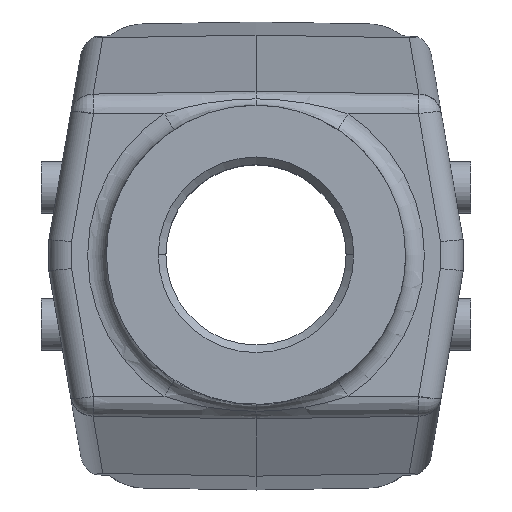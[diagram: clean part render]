
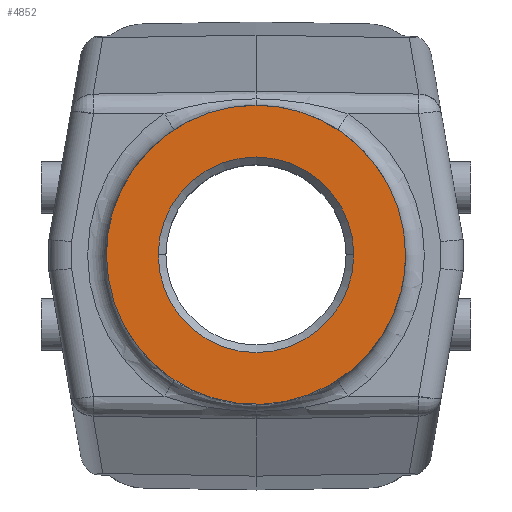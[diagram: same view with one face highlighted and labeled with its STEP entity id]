
A CAD part, top view. The second image highlights one B-rep face of the part: STEP entity #4852.
In plain terms, the highlighted planar face has unit normal (0, 0, 1).
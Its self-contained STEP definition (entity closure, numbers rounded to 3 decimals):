
#4731=AXIS2_PLACEMENT_3D('Circle Axis2P3D',#4729,#4730,$) ;
#4757=AXIS2_PLACEMENT_3D('Circle Axis2P3D',#4755,#4756,$) ;
#4775=AXIS2_PLACEMENT_3D('Plane Axis2P3D',#4772,#4773,#4774) ;
#4726=CARTESIAN_POINT('Vertex',(15.25,30.5,95.)) ;
#4729=CARTESIAN_POINT('Axis2P3D Location',(28.,30.5,95.)) ;
#4733=CARTESIAN_POINT('Vertex',(40.75,30.5,95.)) ;
#4755=CARTESIAN_POINT('Axis2P3D Location',(28.,30.5,95.)) ;
#4772=CARTESIAN_POINT('Axis2P3D Location',(28.,30.5,95.)) ;
#4778=CARTESIAN_POINT('Control Point',(8.5,30.5,95.)) ;
#4779=CARTESIAN_POINT('Control Point',(8.5,28.553,95.)) ;
#4780=CARTESIAN_POINT('Control Point',(8.743,26.606,95.)) ;
#4781=CARTESIAN_POINT('Control Point',(9.229,24.699,95.)) ;
#4782=CARTESIAN_POINT('Control Point',(10.667,21.048,95.)) ;
#4783=CARTESIAN_POINT('Control Point',(12.958,17.862,95.)) ;
#4784=CARTESIAN_POINT('Control Point',(14.297,16.421,95.)) ;
#4785=CARTESIAN_POINT('Control Point',(17.307,13.903,95.)) ;
#4786=CARTESIAN_POINT('Control Point',(20.844,12.203,95.)) ;
#4787=CARTESIAN_POINT('Control Point',(22.71,11.579,95.)) ;
#4788=CARTESIAN_POINT('Control Point',(26.558,10.81,95.)) ;
#4789=CARTESIAN_POINT('Control Point',(30.477,11.01,95.)) ;
#4790=CARTESIAN_POINT('Control Point',(32.414,11.356,95.)) ;
#4791=CARTESIAN_POINT('Control Point',(36.161,12.523,95.)) ;
#4792=CARTESIAN_POINT('Control Point',(39.506,14.575,95.)) ;
#4793=CARTESIAN_POINT('Control Point',(41.041,15.805,95.)) ;
#4794=CARTESIAN_POINT('Control Point',(43.771,18.624,95.)) ;
#4795=CARTESIAN_POINT('Control Point',(45.726,22.027,95.)) ;
#4796=CARTESIAN_POINT('Control Point',(46.484,23.842,95.)) ;
#4797=CARTESIAN_POINT('Control Point',(47.162,26.286,95.)) ;
#4798=CARTESIAN_POINT('Control Point',(47.437,28.79,95.)) ;
#4799=CARTESIAN_POINT('Control Point',(47.479,29.36,95.)) ;
#4800=CARTESIAN_POINT('Control Point',(47.5,29.93,95.)) ;
#4801=CARTESIAN_POINT('Control Point',(47.5,30.5,95.)) ;
#4802=CARTESIAN_POINT('Vertex',(8.5,30.5,95.)) ;
#4804=CARTESIAN_POINT('Vertex',(47.5,30.5,95.)) ;
#4808=CARTESIAN_POINT('Control Point',(47.5,30.5,95.)) ;
#4809=CARTESIAN_POINT('Control Point',(47.5,32.447,95.)) ;
#4810=CARTESIAN_POINT('Control Point',(47.257,34.394,95.)) ;
#4811=CARTESIAN_POINT('Control Point',(46.771,36.301,95.)) ;
#4812=CARTESIAN_POINT('Control Point',(45.333,39.952,95.)) ;
#4813=CARTESIAN_POINT('Control Point',(43.042,43.138,95.)) ;
#4814=CARTESIAN_POINT('Control Point',(41.703,44.579,95.)) ;
#4815=CARTESIAN_POINT('Control Point',(38.693,47.097,95.)) ;
#4816=CARTESIAN_POINT('Control Point',(35.156,48.797,95.)) ;
#4817=CARTESIAN_POINT('Control Point',(33.29,49.421,95.)) ;
#4818=CARTESIAN_POINT('Control Point',(31.084,49.862,95.)) ;
#4819=CARTESIAN_POINT('Control Point',(28.855,49.984,95.)) ;
#4820=CARTESIAN_POINT('Control Point',(28.57,49.995,95.)) ;
#4821=CARTESIAN_POINT('Control Point',(28.285,50.,95.)) ;
#4822=CARTESIAN_POINT('Control Point',(28.,50.,95.)) ;
#4823=CARTESIAN_POINT('Vertex',(28.,50.,95.)) ;
#4827=CARTESIAN_POINT('Control Point',(28.,50.,95.)) ;
#4828=CARTESIAN_POINT('Control Point',(26.053,50.,95.)) ;
#4829=CARTESIAN_POINT('Control Point',(24.106,49.757,95.)) ;
#4830=CARTESIAN_POINT('Control Point',(22.199,49.271,95.)) ;
#4831=CARTESIAN_POINT('Control Point',(18.548,47.833,95.)) ;
#4832=CARTESIAN_POINT('Control Point',(15.362,45.542,95.)) ;
#4833=CARTESIAN_POINT('Control Point',(13.921,44.203,95.)) ;
#4834=CARTESIAN_POINT('Control Point',(11.403,41.193,95.)) ;
#4835=CARTESIAN_POINT('Control Point',(9.703,37.656,95.)) ;
#4836=CARTESIAN_POINT('Control Point',(9.079,35.79,95.)) ;
#4837=CARTESIAN_POINT('Control Point',(8.638,33.584,95.)) ;
#4838=CARTESIAN_POINT('Control Point',(8.516,31.355,95.)) ;
#4839=CARTESIAN_POINT('Control Point',(8.505,31.07,95.)) ;
#4840=CARTESIAN_POINT('Control Point',(8.5,30.785,95.)) ;
#4841=CARTESIAN_POINT('Control Point',(8.5,30.5,95.)) ;
#4730=DIRECTION('Axis2P3D Direction',(0.,-0.,1.)) ;
#4756=DIRECTION('Axis2P3D Direction',(0.,-0.,1.)) ;
#4773=DIRECTION('Axis2P3D Direction',(0.,0.,-1.)) ;
#4774=DIRECTION('Axis2P3D XDirection',(-1.,0.,0.)) ;
#4844=ORIENTED_EDGE('',*,*,#4806,.T.) ;
#4845=ORIENTED_EDGE('',*,*,#4825,.T.) ;
#4846=ORIENTED_EDGE('',*,*,#4842,.T.) ;
#4849=ORIENTED_EDGE('',*,*,#4759,.T.) ;
#4850=ORIENTED_EDGE('',*,*,#4735,.T.) ;
#4851=FACE_BOUND('',#4848,.T.) ;
#4852=ADVANCED_FACE('MANIFOLD_SOLID_BREP #40',(#4847,#4851),#4776,.F.) ;
#4777=B_SPLINE_CURVE_WITH_KNOTS('',5,(#4778,#4779,#4780,#4781,#4782,#4783,#4784,#4785,#4786,#4787,#4788,#4789,#4790,#4791,#4792,#4793,#4794,#4795,#4796,#4797,#4798,#4799,#4800,#4801),.UNSPECIFIED.,.F.,.U.,(6,3,3,3,3,3,3,6),(0.,13.767,27.534,41.302,55.069,68.836,82.603,86.633),.UNSPECIFIED.) ;
#4807=B_SPLINE_CURVE_WITH_KNOTS('',5,(#4808,#4809,#4810,#4811,#4812,#4813,#4814,#4815,#4816,#4817,#4818,#4819,#4820,#4821,#4822),.UNSPECIFIED.,.F.,.U.,(6,3,3,3,6),(0.,13.767,27.534,41.302,43.317),.UNSPECIFIED.) ;
#4826=B_SPLINE_CURVE_WITH_KNOTS('',5,(#4827,#4828,#4829,#4830,#4831,#4832,#4833,#4834,#4835,#4836,#4837,#4838,#4839,#4840,#4841),.UNSPECIFIED.,.F.,.U.,(6,3,3,3,6),(0.,13.767,27.534,41.302,43.317),.UNSPECIFIED.) ;
#4732=CIRCLE('generated circle',#4731,12.75) ;
#4758=CIRCLE('generated circle',#4757,12.75) ;
#4735=EDGE_CURVE('',#4734,#4727,#4732,.F.) ;
#4759=EDGE_CURVE('',#4727,#4734,#4758,.F.) ;
#4806=EDGE_CURVE('',#4803,#4805,#4777,.T.) ;
#4825=EDGE_CURVE('',#4805,#4824,#4807,.T.) ;
#4842=EDGE_CURVE('',#4824,#4803,#4826,.T.) ;
#4843=EDGE_LOOP('',(#4844,#4845,#4846)) ;
#4848=EDGE_LOOP('',(#4849,#4850)) ;
#4847=FACE_OUTER_BOUND('',#4843,.T.) ;
#4776=PLANE('',#4775) ;
#4727=VERTEX_POINT('',#4726) ;
#4734=VERTEX_POINT('',#4733) ;
#4803=VERTEX_POINT('',#4802) ;
#4805=VERTEX_POINT('',#4804) ;
#4824=VERTEX_POINT('',#4823) ;
